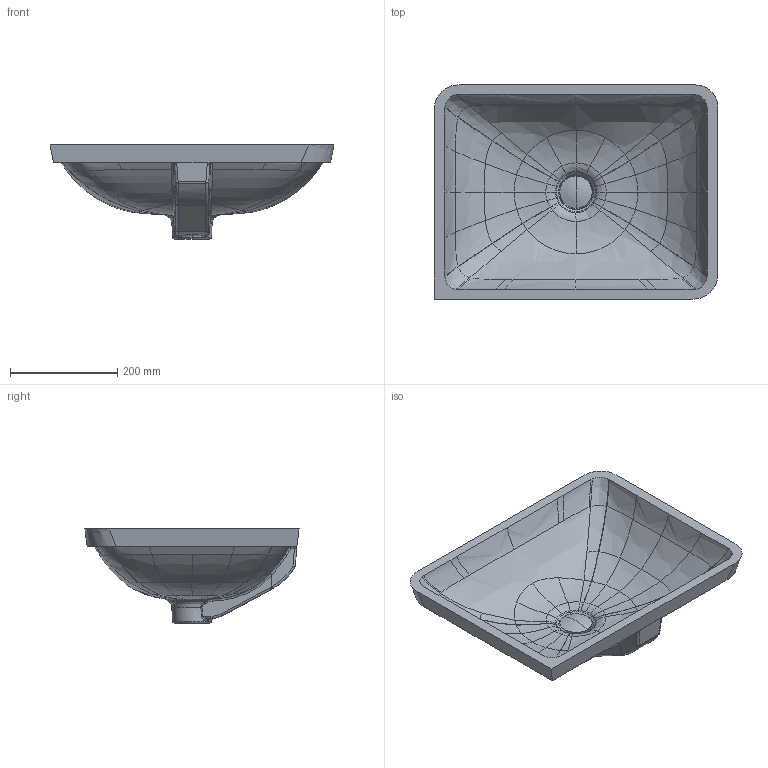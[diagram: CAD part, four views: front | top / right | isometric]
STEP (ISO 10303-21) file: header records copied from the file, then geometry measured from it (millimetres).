
FILE_DESCRIPTION(/* description */ (''),/* implementation_level */ '2;1');
FILE_NAME(/* name */ '030549',/* time_stamp */ '2019-03-04T10:07:53+01:00',/* author */ (''),/* organization */ (''),/* preprocessor_version */ 'ST-DEVELOPER v15',/* originating_system */ '',/* authorisation */ '');
FILE_SCHEMA (('AUTOMOTIVE_DESIGN'));
Length unit declared in the file: millimetre
Products named in the file (1): Document
Bounding box: 527.91 x 398.67 x 175 mm (x, y, z)
Volume: 3965122 mm3; surface area: 634560.2 mm2
Topology: 3 solids, 3 shells, 436 faces, 1043 edges, 609 vertices
Faces by surface type: bspline 436
Entity records: 147403 total; most frequent: CARTESIAN_POINT 133778, B_SPLINE_CURVE_WITH_KNOTS 2978, ORIENTED_EDGE 2078, PCURVE 2078, DEFINITIONAL_REPRESENTATION 2078, SURFACE_CURVE 1039, EDGE_CURVE 1039, VERTEX_POINT 609
